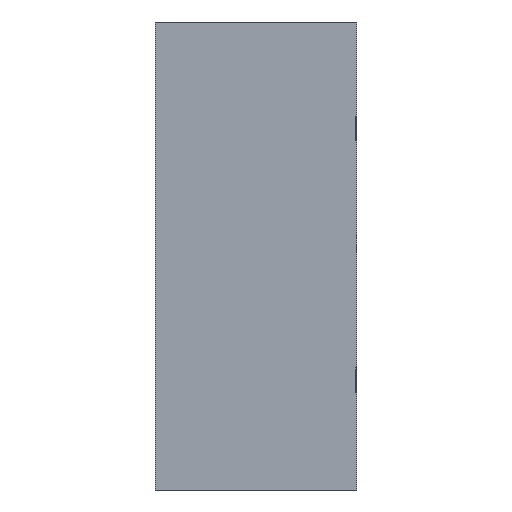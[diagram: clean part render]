
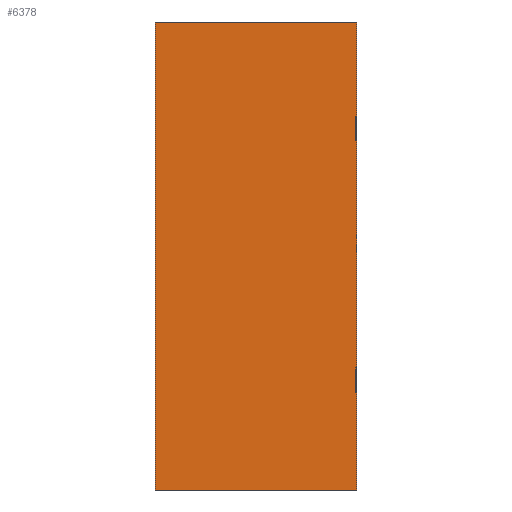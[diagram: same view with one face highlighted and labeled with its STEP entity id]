
A CAD part, front view. The second image highlights one B-rep face of the part: STEP entity #6378.
In plain terms, the highlighted planar face has unit normal (0, -1, 0).
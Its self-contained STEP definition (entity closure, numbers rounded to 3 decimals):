
#529=DIRECTION('',(0.,0.,-1.));
#530=VECTOR('',#529,87.122);
#531=CARTESIAN_POINT('',(18.542,0.,0.));
#532=LINE('',#531,#530);
#591=DIRECTION('',(1.,0.,0.));
#592=VECTOR('',#591,37.592);
#593=CARTESIAN_POINT('',(-19.05,0.,-87.122));
#594=LINE('',#593,#592);
#605=DIRECTION('',(0.,0.,-1.));
#606=VECTOR('',#605,87.122);
#607=CARTESIAN_POINT('',(-19.05,0.,0.));
#608=LINE('',#607,#606);
#681=DIRECTION('',(1.,0.,0.));
#682=VECTOR('',#681,37.592);
#683=CARTESIAN_POINT('',(-19.05,0.,0.));
#684=LINE('',#683,#682);
#4700=CARTESIAN_POINT('',(-19.05,0.,0.));
#4701=CARTESIAN_POINT('',(-19.05,0.,-87.122));
#4702=VERTEX_POINT('',#4700);
#4703=VERTEX_POINT('',#4701);
#4708=CARTESIAN_POINT('',(18.542,0.,0.));
#4709=CARTESIAN_POINT('',(18.542,0.,-87.122));
#4710=VERTEX_POINT('',#4708);
#4711=VERTEX_POINT('',#4709);
#6366=CARTESIAN_POINT('',(-19.05,0.,0.));
#6367=DIRECTION('',(0.,-1.,0.));
#6368=DIRECTION('',(0.,0.,-1.));
#6369=AXIS2_PLACEMENT_3D('',#6366,#6367,#6368);
#6370=PLANE('',#6369);
#6371=ORIENTED_EDGE('',*,*,#6321,.F.);
#6373=ORIENTED_EDGE('',*,*,#6372,.T.);
#6374=ORIENTED_EDGE('',*,*,#6258,.T.);
#6375=ORIENTED_EDGE('',*,*,#6303,.F.);
#6376=EDGE_LOOP('',(#6371,#6373,#6374,#6375));
#6377=FACE_OUTER_BOUND('',#6376,.F.);
#6378=ADVANCED_FACE('',(#6377),#6370,.T.);
#6258=EDGE_CURVE('',#4710,#4711,#532,.T.);
#6303=EDGE_CURVE('',#4703,#4711,#594,.T.);
#6321=EDGE_CURVE('',#4702,#4703,#608,.T.);
#6372=EDGE_CURVE('',#4702,#4710,#684,.T.);
